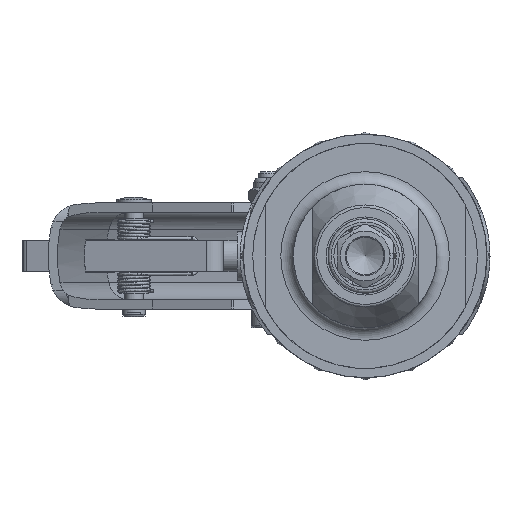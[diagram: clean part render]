
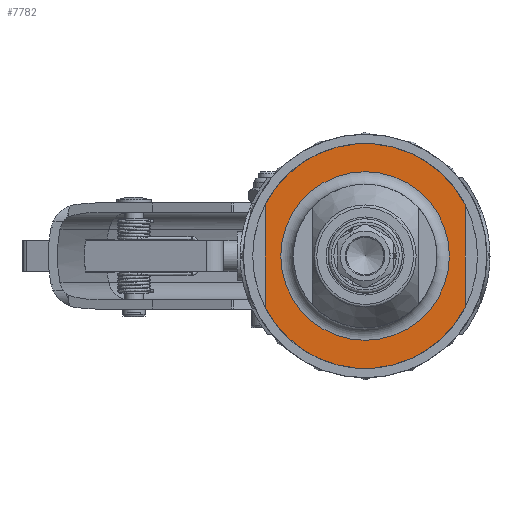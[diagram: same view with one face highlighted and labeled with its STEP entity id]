
A CAD part, left-side view. The second image highlights one B-rep face of the part: STEP entity #7782.
In plain terms, the highlighted planar face has unit normal (-1, 0, 0).
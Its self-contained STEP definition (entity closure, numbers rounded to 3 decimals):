
#322=LINE('',#12389,#591);
#324=LINE('',#12393,#593);
#591=VECTOR('',#9525,16.492);
#593=VECTOR('',#9531,16.492);
#1445=FACE_BOUND('',#2328,.T.);
#1791=FACE_OUTER_BOUND('',#2327,.T.);
#2327=EDGE_LOOP('',(#5529,#5530,#5531,#5532));
#2328=EDGE_LOOP('',(#5533));
#3034=CIRCLE('',#8396,18.);
#3036=CIRCLE('',#8398,18.);
#3040=CIRCLE('',#8408,13.5);
#3360=VERTEX_POINT('',#12371);
#3361=VERTEX_POINT('',#12373);
#3364=VERTEX_POINT('',#12379);
#3365=VERTEX_POINT('',#12381);
#3369=VERTEX_POINT('',#12400);
#4245=EDGE_CURVE('',#3360,#3361,#3034,.T.);
#4249=EDGE_CURVE('',#3364,#3365,#3036,.T.);
#4253=EDGE_CURVE('',#3364,#3361,#322,.T.);
#4255=EDGE_CURVE('',#3360,#3365,#324,.T.);
#4258=EDGE_CURVE('',#3369,#3369,#3040,.T.);
#5529=ORIENTED_EDGE('',*,*,#4255,.T.);
#5530=ORIENTED_EDGE('',*,*,#4249,.F.);
#5531=ORIENTED_EDGE('',*,*,#4253,.T.);
#5532=ORIENTED_EDGE('',*,*,#4245,.F.);
#5533=ORIENTED_EDGE('',*,*,#4258,.F.);
#7127=PLANE('',#8407);
#7782=ADVANCED_FACE('',(#1791,#1445),#7127,.T.);
#8396=AXIS2_PLACEMENT_3D('',#12374,#9510,#9511);
#8398=AXIS2_PLACEMENT_3D('',#12382,#9516,#9517);
#8407=AXIS2_PLACEMENT_3D('',#12399,#9539,#9540);
#8408=AXIS2_PLACEMENT_3D('',#12401,#9541,#9542);
#9510=DIRECTION('center_axis',(1.,0.,0.));
#9511=DIRECTION('ref_axis',(0.,1.,0.));
#9516=DIRECTION('center_axis',(1.,0.,0.));
#9517=DIRECTION('ref_axis',(0.,1.,0.));
#9525=DIRECTION('',(0.,0.,-1.));
#9531=DIRECTION('',(0.,0.,1.));
#9539=DIRECTION('center_axis',(-1.,0.,0.));
#9540=DIRECTION('ref_axis',(0.,0.,1.));
#9541=DIRECTION('center_axis',(-1.,0.,0.));
#9542=DIRECTION('ref_axis',(0.,-1.,0.));
#12371=CARTESIAN_POINT('',(-125.5,-16.,-8.246));
#12373=CARTESIAN_POINT('',(-125.5,16.,-8.246));
#12374=CARTESIAN_POINT('Origin',(-125.5,0.,0.));
#12379=CARTESIAN_POINT('',(-125.5,16.,8.246));
#12381=CARTESIAN_POINT('',(-125.5,-16.,8.246));
#12382=CARTESIAN_POINT('Origin',(-125.5,0.,0.));
#12389=CARTESIAN_POINT('',(-125.5,16.,0.));
#12393=CARTESIAN_POINT('',(-125.5,-16.,0.));
#12399=CARTESIAN_POINT('Origin',(-125.5,14.75,0.));
#12400=CARTESIAN_POINT('',(-125.5,13.5,0.));
#12401=CARTESIAN_POINT('Origin',(-125.5,0.,0.));
